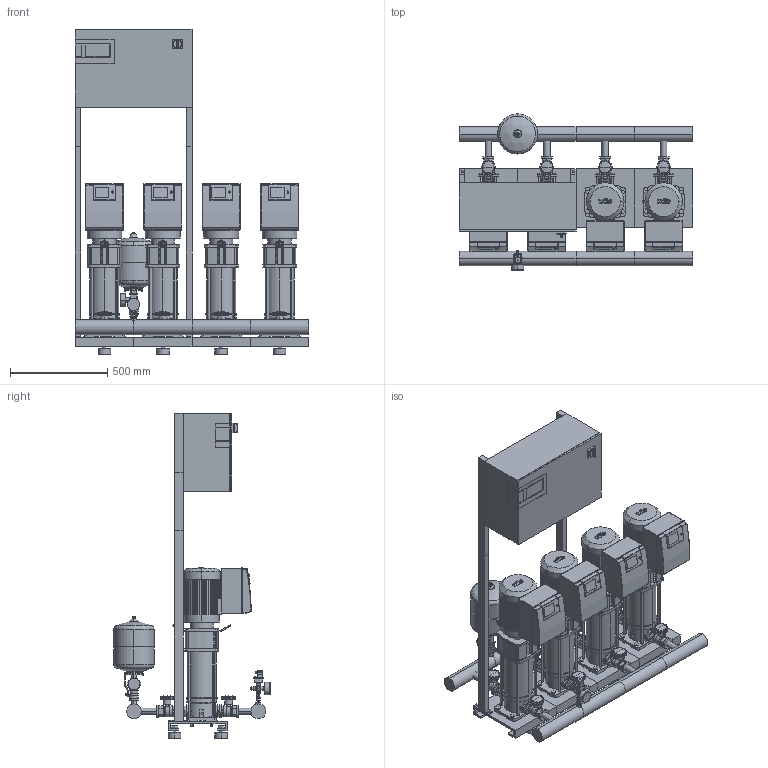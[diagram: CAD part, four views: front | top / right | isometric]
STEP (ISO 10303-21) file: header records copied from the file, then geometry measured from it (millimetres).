
FILE_DESCRIPTION((''),'2;1');
FILE_NAME('3d_COR-4HELIXVE407_K_CCE-01-2539334.stp','2015-10-05T07:09:07',(''),(''),'Mechanical Desktop 2009','Mechanical Desktop 2009',', , ');
FILE_SCHEMA(('CONFIG_CONTROL_DESIGN'));
Length unit declared in the file: millimetre
Products named in the file (1): Product
Bounding box: 1200 x 802 x 1670 mm (x, y, z)
Volume: 184829103.5 mm3; surface area: 9583156.8 mm2
Topology: 194 solids, 194 shells, 5573 faces, 14163 edges, 9200 vertices
Faces by surface type: plane 2268, bspline 1610, cylinder 1430, cone 197, torus 52, sphere 16
Entity records: 182828 total; most frequent: CARTESIAN_POINT 50314, ORIENTED_EDGE 28186, DIRECTION 25774, EDGE_CURVE 14093, VERTEX_POINT 9193, VECTOR 9020, LINE 9020, AXIS2_PLACEMENT_3D 8377
